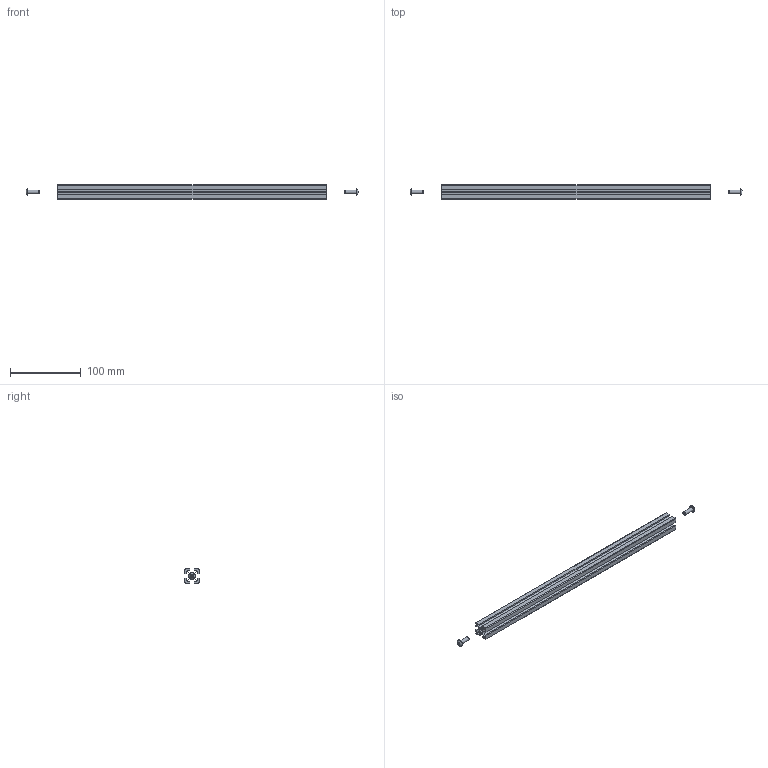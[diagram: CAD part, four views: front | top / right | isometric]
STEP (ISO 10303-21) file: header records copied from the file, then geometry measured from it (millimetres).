
FILE_DESCRIPTION(/* description */ (''),/* implementation_level */ '2;1');
FILE_NAME(/* name */ 'Frame Bolts.step',/* time_stamp */ '2024-05-22T23:06:41+02:00',/* author */ (''),/* organization */ (''),/* preprocessor_version */ 'ST-DEVELOPER v20',/* originating_system */ 'Autodesk Translation Framework v13.14.0.145',/* authorisation */ '');
FILE_SCHEMA (('AUTOMOTIVE_DESIGN { 1 0 10303 214 3 1 1 }'));
Length unit declared in the file: millimetre
Products named in the file (4): (Unsaved); M5x16 BHCS; M5x16 BHCS (1); Misumi HFSB5-2020-340-TPW
Assembly tree (3 placements, depth 2):
  (Unsaved)
    M5x16 BHCS
    M5x16 BHCS (1)
    Misumi HFSB5-2020-340-TPW
Bounding box: 469.53 x 20 x 20 mm (x, y, z)
Volume: 67893.5 mm3; surface area: 68237.3 mm2
Topology: 3 solids, 3 shells, 103 faces, 249 edges, 158 vertices
Faces by surface type: plane 78, cone 14, cylinder 9, sphere 2
Full cylindrical faces by diameter (mm): 5 x3, 9.5 x2
Entity records: 3077 total; most frequent: CARTESIAN_POINT 541, ORIENTED_EDGE 498, DIRECTION 491, EDGE_CURVE 249, LINE 203, VECTOR 203, VERTEX_POINT 158, AXIS2_PLACEMENT_3D 144
